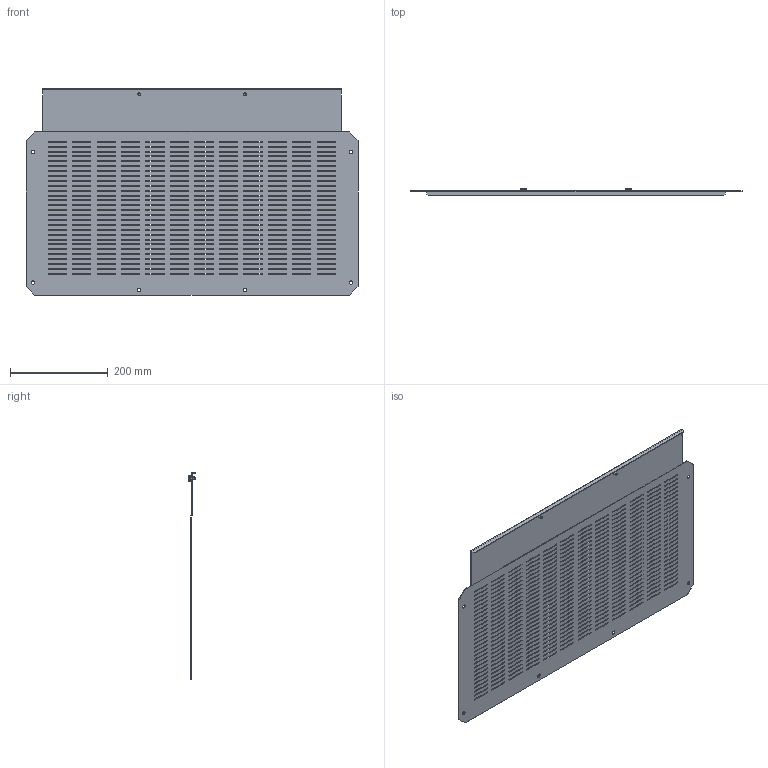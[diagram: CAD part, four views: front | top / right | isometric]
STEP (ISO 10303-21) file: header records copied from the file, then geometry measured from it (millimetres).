
FILE_DESCRIPTION (( 'STEP AP203' ), '1' );
FILE_NAME ('FO-00-FBCV-040-080 FORMAT Ôëàíåö îñíîâàíèÿ âñòð. îòñåêà 400õ800 IEK.STEP', '2025-01-20T12:35:15', ( '' ), ( '' ), 'SwSTEP 2.0', 'SolidWorks 2022', '' );
FILE_SCHEMA (( 'CONFIG_CONTROL_DESIGN' ));
Length unit declared in the file: millimetre
Products named in the file (1): FO-00-FBCV-040-080 FORMAT Фланец основания встр. отсека 400х800 IEK
Bounding box: 679 x 16 x 422.5 mm (x, y, z)
Volume: 391155.3 mm3; surface area: 564059 mm2
Topology: 1 solids, 1 shells, 1454 faces, 4316 edges, 2872 vertices
Faces by surface type: plane 1384, cylinder 54, cone 8, torus 8
Entity records: 49189 total; most frequent: CARTESIAN_POINT 8643, ORIENTED_EDGE 8632, DIRECTION 7358, EDGE_CURVE 4316, LINE 4184, VECTOR 4184, VERTEX_POINT 2872, EDGE_LOOP 2146
